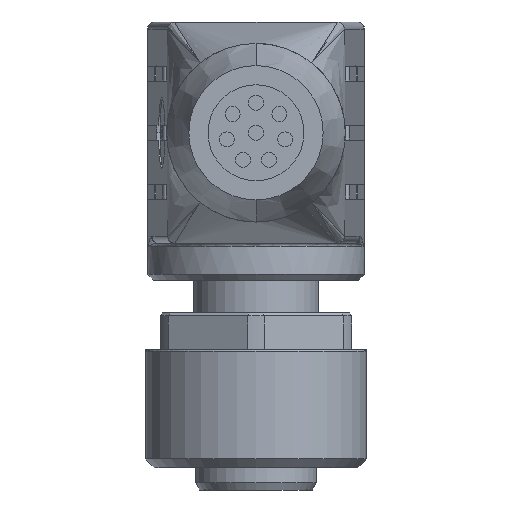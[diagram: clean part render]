
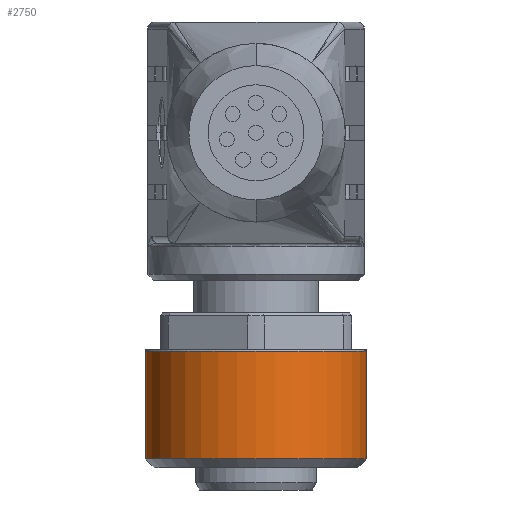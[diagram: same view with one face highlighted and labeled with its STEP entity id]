
A CAD part, front view. The second image highlights one B-rep face of the part: STEP entity #2750.
In plain terms, the highlighted cylindrical face has radius 7.5 mm (diameter 15 mm), a partial arc.
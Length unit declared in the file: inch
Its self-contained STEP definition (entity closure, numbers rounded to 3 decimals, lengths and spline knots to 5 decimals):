
#233 = CARTESIAN_POINT ( 'NONE',  ( -0.29528, 0., -0.18898 ) ) ;
#406 = CIRCLE ( 'NONE', #4763, 0.29528 ) ;
#692 = ORIENTED_EDGE ( 'NONE', *, *, #5145, .T. ) ;
#885 = ORIENTED_EDGE ( 'NONE', *, *, #984, .F. ) ;
#984 = EDGE_CURVE ( 'NONE', #5091, #1939, #406, .T. ) ;
#989 = DIRECTION ( 'NONE',  ( 0., 0., -1. ) ) ;
#1065 = CARTESIAN_POINT ( 'NONE',  ( 0., 0., -0.47638 ) ) ;
#1168 = CYLINDRICAL_SURFACE ( 'NONE', #5524, 0.29528 ) ;
#1254 = ORIENTED_EDGE ( 'NONE', *, *, #3532, .F. ) ;
#1419 = CARTESIAN_POINT ( 'NONE',  ( 0.29528, 0., -0.47638 ) ) ;
#1560 = DIRECTION ( 'NONE',  ( -1., 0., 0. ) ) ;
#1596 = EDGE_CURVE ( 'NONE', #2165, #3417, #1950, .T. ) ;
#1695 = EDGE_LOOP ( 'NONE', ( #1254, #885, #692, #4748 ) ) ;
#1829 = LINE ( 'NONE', #2225, #4270 ) ;
#1849 = VECTOR ( 'NONE', #989, 39.37008 ) ;
#1932 = CARTESIAN_POINT ( 'NONE',  ( 0., 0., -0.2815 ) ) ;
#1939 = VERTEX_POINT ( 'NONE', #4110 ) ;
#1950 = CIRCLE ( 'NONE', #4198, 0.29528 ) ;
#1999 = DIRECTION ( 'NONE',  ( 0., 0., 1. ) ) ;
#2165 = VERTEX_POINT ( 'NONE', #4314 ) ;
#2225 = CARTESIAN_POINT ( 'NONE',  ( -0.29528, 0., -0.2815 ) ) ;
#2428 = DIRECTION ( 'NONE',  ( 0., 0., -1. ) ) ;
#2716 = DIRECTION ( 'NONE',  ( 0., 0., -1. ) ) ;
#2750 = ADVANCED_FACE ( 'NONE', ( #3763 ), #1168, .T. ) ;
#3288 = LINE ( 'NONE', #4416, #1849 ) ;
#3417 = VERTEX_POINT ( 'NONE', #1419 ) ;
#3532 = EDGE_CURVE ( 'NONE', #1939, #3417, #3288, .T. ) ;
#3763 = FACE_OUTER_BOUND ( 'NONE', #1695, .T. ) ;
#4110 = CARTESIAN_POINT ( 'NONE',  ( 0.29528, 0., -0.18898 ) ) ;
#4198 = AXIS2_PLACEMENT_3D ( 'NONE', #1065, #4497, #1560 ) ;
#4270 = VECTOR ( 'NONE', #2716, 39.37008 ) ;
#4314 = CARTESIAN_POINT ( 'NONE',  ( -0.29528, 0., -0.47638 ) ) ;
#4416 = CARTESIAN_POINT ( 'NONE',  ( 0.29528, 0., -0.2815 ) ) ;
#4497 = DIRECTION ( 'NONE',  ( 0., 0., 1. ) ) ;
#4748 = ORIENTED_EDGE ( 'NONE', *, *, #1596, .T. ) ;
#4763 = AXIS2_PLACEMENT_3D ( 'NONE', #4922, #1999, #5418 ) ;
#4922 = CARTESIAN_POINT ( 'NONE',  ( 0., 0., -0.18898 ) ) ;
#5091 = VERTEX_POINT ( 'NONE', #233 ) ;
#5145 = EDGE_CURVE ( 'NONE', #5091, #2165, #1829, .T. ) ;
#5418 = DIRECTION ( 'NONE',  ( -1., 0., 0. ) ) ;
#5524 = AXIS2_PLACEMENT_3D ( 'NONE', #1932, #2428, #5844 ) ;
#5844 = DIRECTION ( 'NONE',  ( -1., 0., 0. ) ) ;
